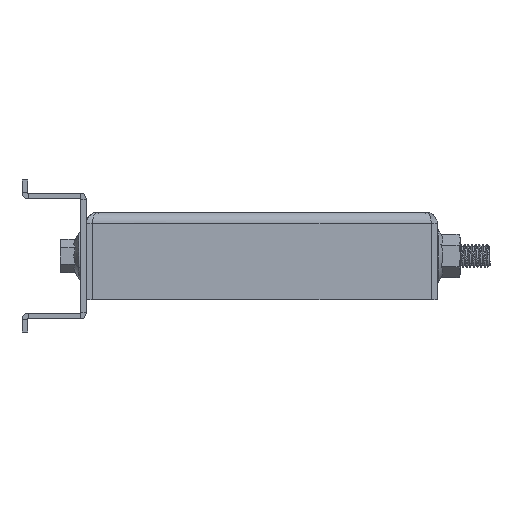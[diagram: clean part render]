
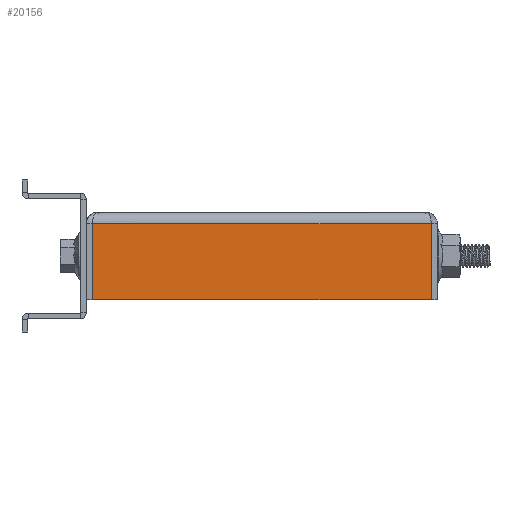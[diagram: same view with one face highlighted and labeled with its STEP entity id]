
A CAD part, left-side view. The second image highlights one B-rep face of the part: STEP entity #20156.
In plain terms, the highlighted planar face has unit normal (-1, 0, 0).
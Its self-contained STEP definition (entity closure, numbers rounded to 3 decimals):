
#123 = VERTEX_POINT ( 'NONE', #31481 ) ;
#2391 = EDGE_CURVE ( 'NONE', #123, #34118, #3600, .T. ) ;
#2983 = ORIENTED_EDGE ( 'NONE', *, *, #25420, .T. ) ;
#3577 = DIRECTION ( 'NONE',  ( 0., 0., -1. ) ) ;
#3600 = LINE ( 'NONE', #16915, #16403 ) ;
#11018 = VERTEX_POINT ( 'NONE', #43389 ) ;
#12163 = PLANE ( 'NONE',  #23940 ) ;
#12584 = DIRECTION ( 'NONE',  ( 1., 0., 0. ) ) ;
#12724 = CARTESIAN_POINT ( 'NONE',  ( 11., -2.071, -15. ) ) ;
#13154 = DIRECTION ( 'NONE',  ( 0., -1., 0. ) ) ;
#14889 = ORIENTED_EDGE ( 'NONE', *, *, #29991, .F. ) ;
#16403 = VECTOR ( 'NONE', #13154, 1000. ) ;
#16492 = CARTESIAN_POINT ( 'NONE',  ( 11., -117.929, 11. ) ) ;
#16915 = CARTESIAN_POINT ( 'NONE',  ( 11., -120., 11. ) ) ;
#17018 = VECTOR ( 'NONE', #36756, 1000. ) ;
#18428 = EDGE_LOOP ( 'NONE', ( #27431, #34765, #2983, #14889 ) ) ;
#19879 = VECTOR ( 'NONE', #27075, 1000. ) ;
#20156 = ADVANCED_FACE ( 'NONE', ( #29034 ), #12163, .F. ) ;
#20617 = LINE ( 'NONE', #30395, #19879 ) ;
#22805 = DIRECTION ( 'NONE',  ( 0., 0., 1. ) ) ;
#23341 = LINE ( 'NONE', #36928, #31945 ) ;
#23940 = AXIS2_PLACEMENT_3D ( 'NONE', #39530, #12584, #22805 ) ;
#25420 = EDGE_CURVE ( 'NONE', #35195, #11018, #20617, .T. ) ;
#27075 = DIRECTION ( 'NONE',  ( 0., -1., 0. ) ) ;
#27431 = ORIENTED_EDGE ( 'NONE', *, *, #2391, .F. ) ;
#29034 = FACE_OUTER_BOUND ( 'NONE', #18428, .T. ) ;
#29606 = CARTESIAN_POINT ( 'NONE',  ( 11., -2.071, 11. ) ) ;
#29991 = EDGE_CURVE ( 'NONE', #34118, #11018, #23341, .T. ) ;
#30395 = CARTESIAN_POINT ( 'NONE',  ( 11., -60., -15. ) ) ;
#31481 = CARTESIAN_POINT ( 'NONE',  ( 11., -2.071, 11. ) ) ;
#31945 = VECTOR ( 'NONE', #3577, 1000. ) ;
#34118 = VERTEX_POINT ( 'NONE', #16492 ) ;
#34765 = ORIENTED_EDGE ( 'NONE', *, *, #42826, .T. ) ;
#35195 = VERTEX_POINT ( 'NONE', #12724 ) ;
#36756 = DIRECTION ( 'NONE',  ( 0., 0., -1. ) ) ;
#36928 = CARTESIAN_POINT ( 'NONE',  ( 11., -117.929, 11. ) ) ;
#39530 = CARTESIAN_POINT ( 'NONE',  ( 11., -60., 13. ) ) ;
#39670 = LINE ( 'NONE', #29606, #17018 ) ;
#42826 = EDGE_CURVE ( 'NONE', #123, #35195, #39670, .T. ) ;
#43389 = CARTESIAN_POINT ( 'NONE',  ( 11., -117.929, -15. ) ) ;
